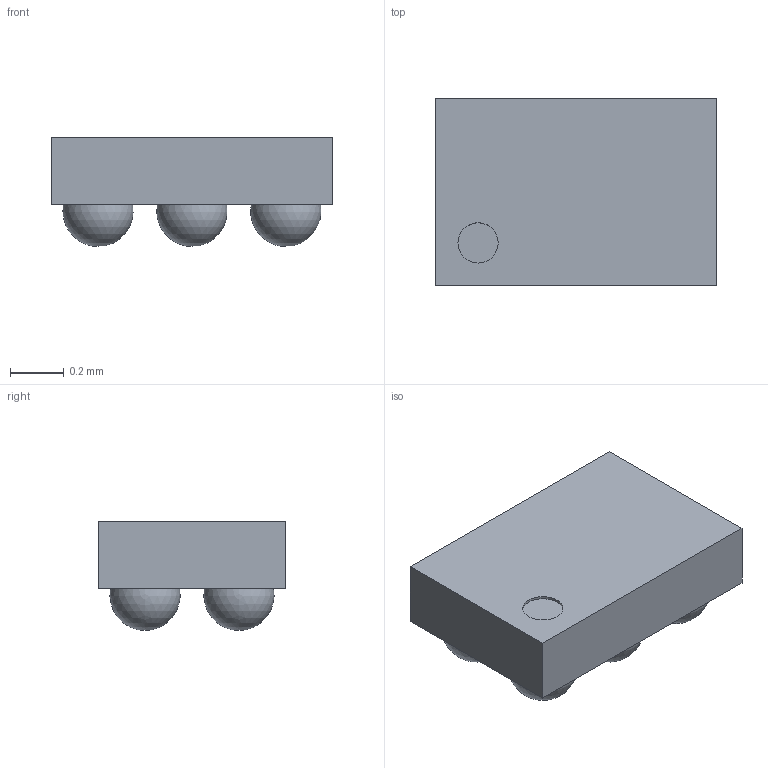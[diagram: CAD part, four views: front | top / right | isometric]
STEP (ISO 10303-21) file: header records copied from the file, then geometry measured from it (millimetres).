
FILE_DESCRIPTION(/* description */ ('model of Texas_DSBGA-6_0.7x1.05mm_Layout2x3_P0.35mm_SMD'),/* implementation_level */ '2;1');
FILE_NAME(/* name */ 'Texas_DSBGA-6_0.7x1.05mm_Layout2x3_P0.35mm_SMD.step',/* time_stamp */ '2021-04-29T20:32:28',/* author */ ('kicad StepUp','ksu'),/* organization */ ('FreeCAD'),/* preprocessor_version */ 'OCC',/* originating_system */ 'kicad StepUp',/* authorisation */ '');
FILE_SCHEMA(('AUTOMOTIVE_DESIGN { 1 0 10303 214 1 1 1 1 }'));
Length unit declared in the file: millimetre
Products named in the file (1): Texas_DSBGA_6_07x105mm_Layout2x3_P035mm_SMD
Bounding box: 1.05 x 0.7 x 0.41 mm (x, y, z)
Volume: 0.2 mm3; surface area: 2.8 mm2
Topology: 1 solids, 1 shells, 14 faces, 33 edges, 22 vertices
Faces by surface type: plane 7, sphere 6, cylinder 1
Full cylindrical faces by diameter (mm): 0.15 x1
Entity records: 815 total; most frequent: CARTESIAN_POINT 124, DIRECTION 124, LINE 59, VECTOR 59, ORIENTED_EDGE 54, PCURVE 54, DEFINITIONAL_REPRESENTATION 54, AXIS2_PLACEMENT_3D 29
